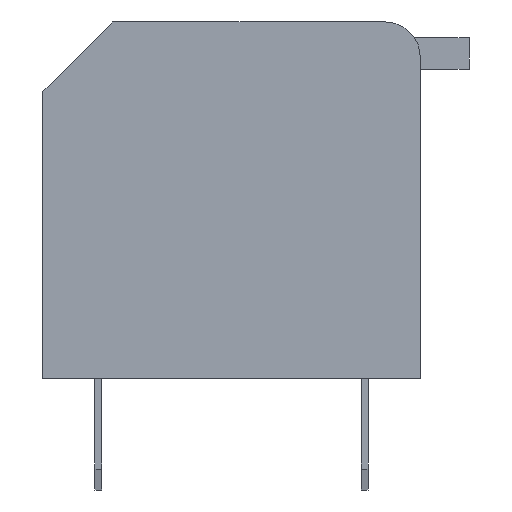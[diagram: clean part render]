
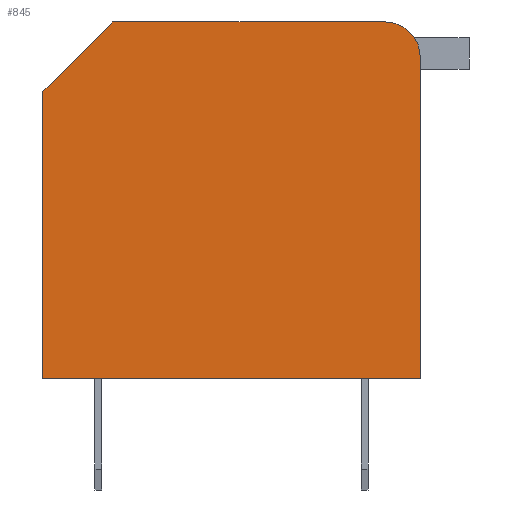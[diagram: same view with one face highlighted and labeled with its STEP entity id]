
A CAD part, left-side view. The second image highlights one B-rep face of the part: STEP entity #845.
In plain terms, the highlighted planar face has unit normal (-1, 0, 0).
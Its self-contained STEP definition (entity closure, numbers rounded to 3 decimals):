
#13=DIRECTION('',(0.,0.,1.));
#36=VECTOR('',#37,1.);
#37=DIRECTION('',(0.,-0.707,0.707));
#43=VECTOR('',#13,1.);
#59=DIRECTION('',(1.,0.,0.));
#60=DIRECTION('',(0.,0.,-1.));
#69=VERTEX_POINT('',#70);
#70=CARTESIAN_POINT('',(-2.,7.21,10.2));
#73=ORIENTED_EDGE('',*,*,#74,.T.);
#74=EDGE_CURVE('',#69,#75,#77,.T.);
#75=VERTEX_POINT('',#76);
#76=CARTESIAN_POINT('',(-2.,-0.59,10.2));
#77=LINE('',#78,#79);
#78=CARTESIAN_POINT('',(-2.,9.21,10.2));
#79=VECTOR('',#80,1.);
#80=DIRECTION('',(0.,-1.,0.));
#87=DIRECTION('',(1.,0.,0.));
#177=VERTEX_POINT('',#178);
#178=CARTESIAN_POINT('',(-2.,9.21,8.2));
#180=ORIENTED_EDGE('',*,*,#181,.T.);
#181=EDGE_CURVE('',#177,#69,#182,.T.);
#182=LINE('',#183,#36);
#183=CARTESIAN_POINT('',(-2.,10.76,6.65));
#195=VERTEX_POINT('',#196);
#196=CARTESIAN_POINT('',(-2.,-1.59,0.));
#199=EDGE_CURVE('',#195,#200,#202,.T.);
#200=VERTEX_POINT('',#201);
#201=CARTESIAN_POINT('',(-2.,-1.59,9.2));
#202=LINE('',#196,#43);
#228=EDGE_CURVE('',#229,#177,#231,.T.);
#229=VERTEX_POINT('',#230);
#230=CARTESIAN_POINT('',(-2.,9.21,0.));
#231=LINE('',#230,#43);
#242=EDGE_CURVE('',#229,#195,#243,.T.);
#243=LINE('',#230,#79);
#845=ADVANCED_FACE('',(#846),#856,.F.);
#846=FACE_BOUND('',#847,.F.);
#847=EDGE_LOOP('',(#73,#848,#853,#854,#855,#180));
#848=ORIENTED_EDGE('',*,*,#849,.T.);
#849=EDGE_CURVE('',#75,#200,#850,.T.);
#850=CIRCLE('',#851,1.);
#851=AXIS2_PLACEMENT_3D('',#852,#59,#60);
#852=CARTESIAN_POINT('',(-2.,-0.59,9.2));
#853=ORIENTED_EDGE('',*,*,#199,.F.);
#854=ORIENTED_EDGE('',*,*,#242,.F.);
#855=ORIENTED_EDGE('',*,*,#228,.T.);
#856=PLANE('',#857);
#857=AXIS2_PLACEMENT_3D('',#230,#87,#80);
